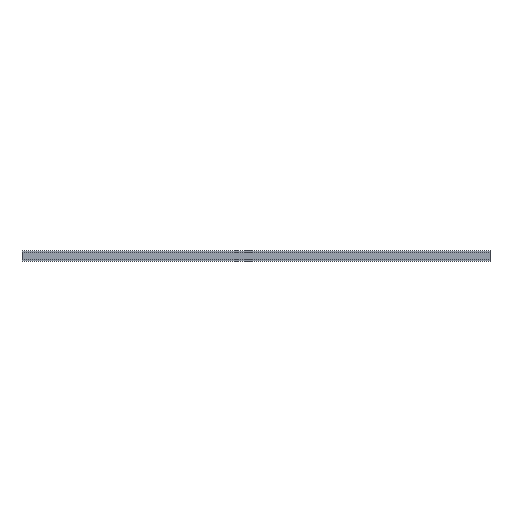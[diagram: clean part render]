
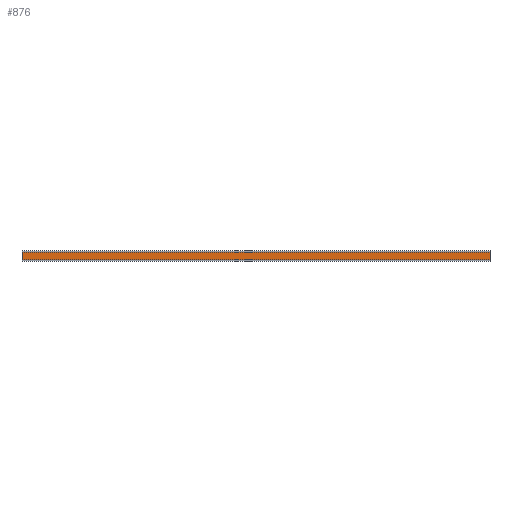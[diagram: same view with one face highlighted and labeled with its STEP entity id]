
A CAD part, front view. The second image highlights one B-rep face of the part: STEP entity #876.
In plain terms, the highlighted planar face has unit normal (0, -1, 0).
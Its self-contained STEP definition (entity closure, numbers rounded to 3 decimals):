
#3 = EDGE_CURVE ( 'NONE', #52, #36, #827, .T. ) ;
#29 = CARTESIAN_POINT ( 'NONE',  ( 325.403, -9.737, -98.821 ) ) ;
#36 = VERTEX_POINT ( 'NONE', #76 ) ;
#37 = CARTESIAN_POINT ( 'NONE',  ( -1674.597, -9.737, -68.718 ) ) ;
#52 = VERTEX_POINT ( 'NONE', #413 ) ;
#55 = VECTOR ( 'NONE', #816, 1000. ) ;
#62 = VERTEX_POINT ( 'NONE', #628 ) ;
#76 = CARTESIAN_POINT ( 'NONE',  ( -1674.597, -9.737, -68.718 ) ) ;
#118 = CARTESIAN_POINT ( 'NONE',  ( 130.403, -9.737, -68.718 ) ) ;
#126 = PLANE ( 'NONE',  #349 ) ;
#153 = ORIENTED_EDGE ( 'NONE', *, *, #554, .T. ) ;
#184 = DIRECTION ( 'NONE',  ( 0., 0., 1. ) ) ;
#270 = VERTEX_POINT ( 'NONE', #29 ) ;
#313 = VECTOR ( 'NONE', #184, 1000. ) ;
#322 = CARTESIAN_POINT ( 'NONE',  ( 130.403, -9.737, -98.821 ) ) ;
#349 = AXIS2_PLACEMENT_3D ( 'NONE', #993, #772, #807 ) ;
#350 = VECTOR ( 'NONE', #849, 1000. ) ;
#394 = ORIENTED_EDGE ( 'NONE', *, *, #861, .T. ) ;
#413 = CARTESIAN_POINT ( 'NONE',  ( 325.403, -9.737, -68.718 ) ) ;
#432 = DIRECTION ( 'NONE',  ( -1., 0., 0. ) ) ;
#532 = EDGE_CURVE ( 'NONE', #270, #52, #951, .T. ) ;
#554 = EDGE_CURVE ( 'NONE', #36, #62, #977, .T. ) ;
#580 = CARTESIAN_POINT ( 'NONE',  ( 325.403, -9.737, -61.769 ) ) ;
#628 = CARTESIAN_POINT ( 'NONE',  ( -1674.597, -9.737, -98.821 ) ) ;
#673 = ORIENTED_EDGE ( 'NONE', *, *, #3, .T. ) ;
#707 = LINE ( 'NONE', #322, #55 ) ;
#772 = DIRECTION ( 'NONE',  ( 0., -1., 0. ) ) ;
#807 = DIRECTION ( 'NONE',  ( 0., 0., -1. ) ) ;
#816 = DIRECTION ( 'NONE',  ( 1., 0., 0. ) ) ;
#827 = LINE ( 'NONE', #118, #854 ) ;
#849 = DIRECTION ( 'NONE',  ( 0., 0., -1. ) ) ;
#854 = VECTOR ( 'NONE', #432, 1000. ) ;
#861 = EDGE_CURVE ( 'NONE', #62, #270, #707, .T. ) ;
#876 = ADVANCED_FACE ( 'NONE', ( #894 ), #126, .T. ) ;
#894 = FACE_OUTER_BOUND ( 'NONE', #1031, .T. ) ;
#942 = ORIENTED_EDGE ( 'NONE', *, *, #532, .T. ) ;
#951 = LINE ( 'NONE', #580, #313 ) ;
#977 = LINE ( 'NONE', #37, #350 ) ;
#993 = CARTESIAN_POINT ( 'NONE',  ( 130.403, -9.737, -61.769 ) ) ;
#1031 = EDGE_LOOP ( 'NONE', ( #394, #942, #673, #153 ) ) ;
